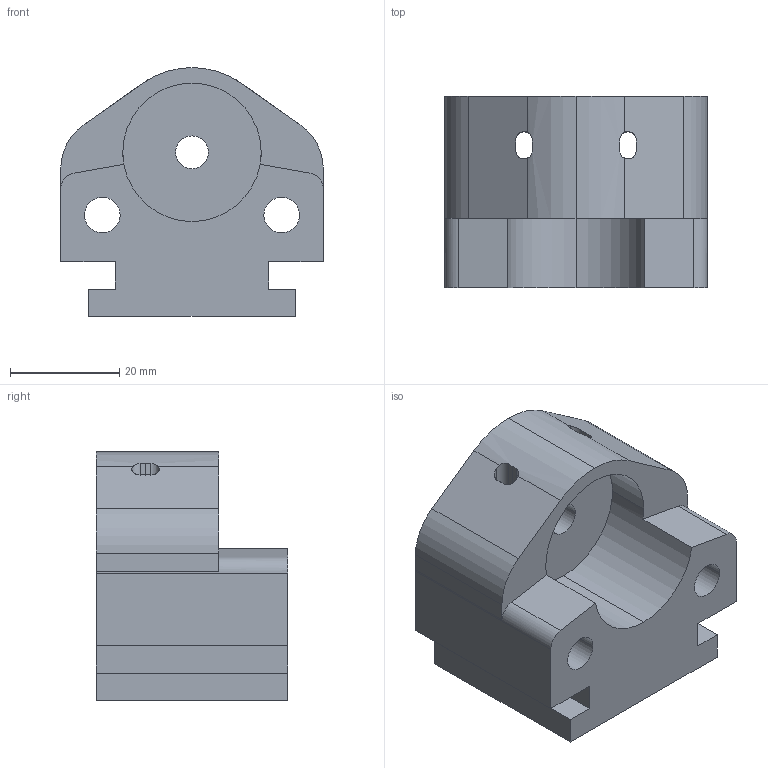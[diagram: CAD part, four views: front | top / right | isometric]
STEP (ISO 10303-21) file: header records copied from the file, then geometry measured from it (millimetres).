
FILE_DESCRIPTION(('CATIA V5 STEP Exchange'),'2;1');
FILE_NAME('BOSCHUNG_SM_V2_INLET_1.stp','2023-11-15T21:11:22+00:00',('none'),('none'),'CATIA Unofficial Packaging Version SP3','CATIA V5 STEP AP203','none');
FILE_SCHEMA(('CONFIG_CONTROL_DESIGN'));
Length unit declared in the file: millimetre
Products named in the file (1): BOSCHUNG_SM_V2_INLET_1
Bounding box: 48 x 35 x 45.5 mm (x, y, z)
Volume: 40263.7 mm3; surface area: 13579.1 mm2
Topology: 1 solids, 1 shells, 78 faces, 235 edges, 158 vertices
Faces by surface type: plane 53, cylinder 25
Entity records: 2626 total; most frequent: CARTESIAN_POINT 558, ORIENTED_EDGE 470, DIRECTION 335, EDGE_CURVE 235, VECTOR 177, LINE 177, VERTEX_POINT 158, AXIS2_PLACEMENT_3D 103
